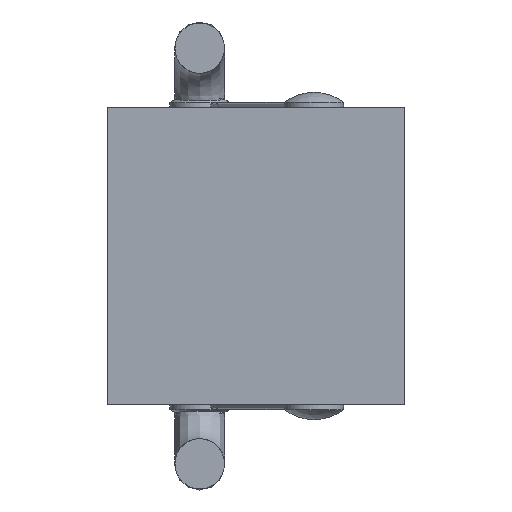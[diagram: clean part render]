
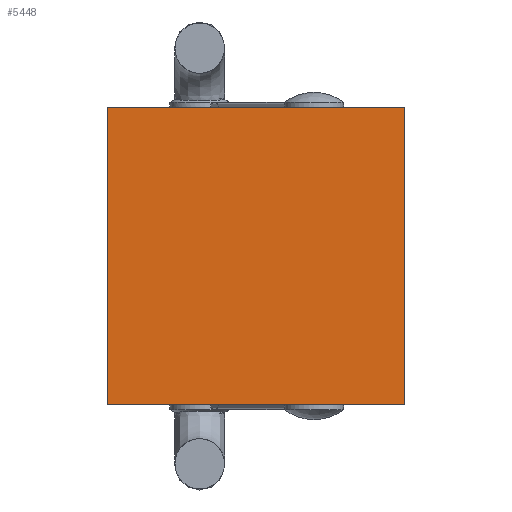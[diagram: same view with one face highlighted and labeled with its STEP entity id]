
A CAD part, front view. The second image highlights one B-rep face of the part: STEP entity #5448.
In plain terms, the highlighted planar face has unit normal (0, -1, 0).
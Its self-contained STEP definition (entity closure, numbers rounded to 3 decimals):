
#3025 = LINE ( 'NONE', #4891, #3027 ) ;
#3027 = VECTOR ( 'NONE', #4892, 1000. ) ;
#3038 = LINE ( 'NONE', #4909, #3043 ) ;
#3043 = VECTOR ( 'NONE', #4916, 1000. ) ;
#3066 = LINE ( 'NONE', #4928, #3070 ) ;
#3070 = VECTOR ( 'NONE', #4944, 1000. ) ;
#3386 = EDGE_LOOP ( 'NONE', ( #7347, #7331, #7348, #7349 ) ) ;
#4891 = CARTESIAN_POINT ( 'NONE',  ( 1.5, -0.51, -1.5 ) ) ;
#4892 = DIRECTION ( 'NONE',  ( 1., 0., 0. ) ) ;
#4909 = CARTESIAN_POINT ( 'NONE',  ( -1.5, -0.51, 1.5 ) ) ;
#4916 = DIRECTION ( 'NONE',  ( 0., 0., -1. ) ) ;
#4928 = CARTESIAN_POINT ( 'NONE',  ( 1.5, -0.51, 1.5 ) ) ;
#4944 = DIRECTION ( 'NONE',  ( 0., 0., 1. ) ) ;
#4949 = CARTESIAN_POINT ( 'NONE',  ( 1.5, -0.51, 1.5 ) ) ;
#4950 = DIRECTION ( 'NONE',  ( -1., 0., 0. ) ) ;
#5022 = LINE ( 'NONE', #4949, #5023 ) ;
#5023 = VECTOR ( 'NONE', #4950, 1000. ) ;
#5121 = CARTESIAN_POINT ( 'NONE',  ( 1.5, -0.51, -1.5 ) ) ;
#5122 = CARTESIAN_POINT ( 'NONE',  ( -1.5, -0.51, -1.5 ) ) ;
#5126 = CARTESIAN_POINT ( 'NONE',  ( -1.5, -0.51, 1.5 ) ) ;
#5151 = CARTESIAN_POINT ( 'NONE',  ( 1.5, -0.51, 1.5 ) ) ;
#5448 = ADVANCED_FACE ( 'NONE', ( #7780 ), #8962, .F. ) ;
#6957 = EDGE_CURVE ( 'NONE', #7358, #7357, #3025, .T. ) ;
#6965 = EDGE_CURVE ( 'NONE', #7361, #7358, #3038, .T. ) ;
#6979 = EDGE_CURVE ( 'NONE', #7357, #7388, #3066, .T. ) ;
#6982 = EDGE_CURVE ( 'NONE', #7388, #7361, #5022, .T. ) ;
#7331 = ORIENTED_EDGE ( 'NONE', *, *, #6957, .T. ) ;
#7347 = ORIENTED_EDGE ( 'NONE', *, *, #6965, .T. ) ;
#7348 = ORIENTED_EDGE ( 'NONE', *, *, #6979, .T. ) ;
#7349 = ORIENTED_EDGE ( 'NONE', *, *, #6982, .T. ) ;
#7357 = VERTEX_POINT ( 'NONE', #5121 ) ;
#7358 = VERTEX_POINT ( 'NONE', #5122 ) ;
#7361 = VERTEX_POINT ( 'NONE', #5126 ) ;
#7388 = VERTEX_POINT ( 'NONE', #5151 ) ;
#7780 = FACE_OUTER_BOUND ( 'NONE', #3386, .T. ) ;
#8322 = AXIS2_PLACEMENT_3D ( 'NONE', #8984, #8985, #8986 ) ;
#8962 = PLANE ( 'NONE',  #8322 ) ;
#8984 = CARTESIAN_POINT ( 'NONE',  ( 0., -0.51, 0. ) ) ;
#8985 = DIRECTION ( 'NONE',  ( 0., 1., 0. ) ) ;
#8986 = DIRECTION ( 'NONE',  ( 0., 0., 1. ) ) ;
